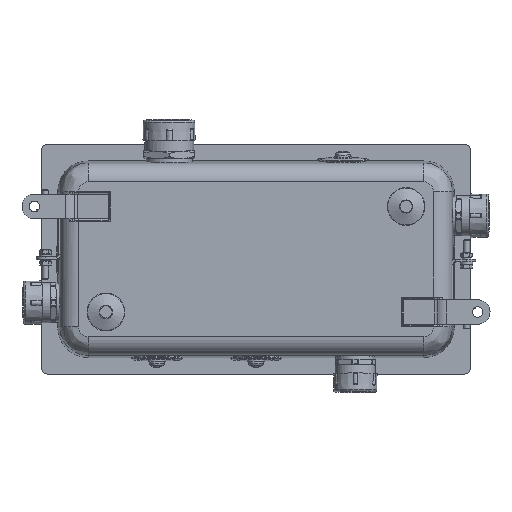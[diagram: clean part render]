
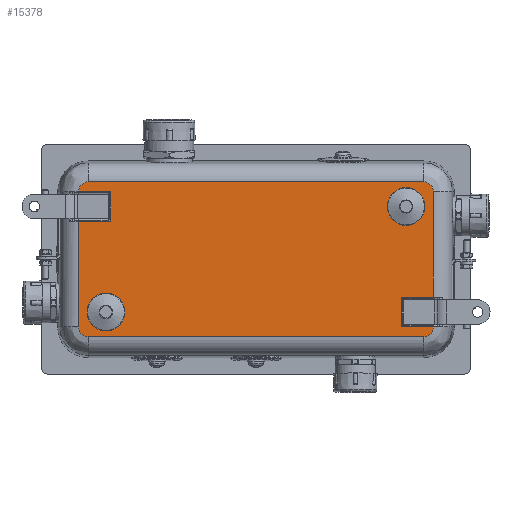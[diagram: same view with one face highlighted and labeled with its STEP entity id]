
A CAD part, front view. The second image highlights one B-rep face of the part: STEP entity #15378.
In plain terms, the highlighted planar face has unit normal (0, -1, 0).
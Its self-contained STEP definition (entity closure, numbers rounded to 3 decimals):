
#1123=LINE('',#22166,#1909);
#1124=LINE('',#22196,#1910);
#1129=LINE('',#22222,#1915);
#1133=LINE('',#22248,#1919);
#1138=LINE('',#22343,#1924);
#1142=LINE('',#22369,#1928);
#1144=LINE('',#22444,#1930);
#1146=LINE('',#22485,#1932);
#1151=LINE('',#22564,#1937);
#1152=LINE('',#22568,#1938);
#1909=VECTOR('',#18066,10.);
#1910=VECTOR('',#18081,10.);
#1915=VECTOR('',#18092,10.);
#1919=VECTOR('',#18108,10.);
#1924=VECTOR('',#18133,10.);
#1928=VECTOR('',#18149,10.);
#1930=VECTOR('',#18169,10.);
#1932=VECTOR('',#18189,10.);
#1937=VECTOR('',#18226,10.);
#1938=VECTOR('',#18231,10.);
#2895=FACE_BOUND('',#4884,.T.);
#2896=FACE_BOUND('',#4885,.T.);
#3965=FACE_OUTER_BOUND('',#4883,.T.);
#4883=EDGE_LOOP('',(#10671,#10672,#10673,#10674,#10675,#10676,#10677,#10678,
#10679,#10680,#10681,#10682,#10683,#10684));
#4884=EDGE_LOOP('',(#10685));
#4885=EDGE_LOOP('',(#10686));
#5859=CIRCLE('',#16334,7.896);
#5863=CIRCLE('',#16338,7.896);
#5867=CIRCLE('',#16343,7.896);
#5870=CIRCLE('',#16346,7.896);
#5914=CIRCLE('',#16426,15.194);
#5918=CIRCLE('',#16433,15.194);
#6668=VERTEX_POINT('',#22136);
#6671=VERTEX_POINT('',#22142);
#6672=VERTEX_POINT('',#22154);
#6675=VERTEX_POINT('',#22159);
#6676=VERTEX_POINT('',#22164);
#6678=VERTEX_POINT('',#22178);
#6679=VERTEX_POINT('',#22190);
#6680=VERTEX_POINT('',#22192);
#6686=VERTEX_POINT('',#22221);
#6692=VERTEX_POINT('',#22245);
#6702=VERTEX_POINT('',#22342);
#6708=VERTEX_POINT('',#22366);
#6713=VERTEX_POINT('',#22441);
#6727=VERTEX_POINT('',#22562);
#6737=VERTEX_POINT('',#22622);
#6740=VERTEX_POINT('',#22633);
#8174=EDGE_CURVE('',#6671,#6668,#5859,.T.);
#8178=EDGE_CURVE('',#6675,#6672,#5863,.T.);
#8181=EDGE_CURVE('',#6676,#6675,#1123,.T.);
#8184=EDGE_CURVE('',#6678,#6676,#5867,.T.);
#8187=EDGE_CURVE('',#6680,#6679,#5870,.T.);
#8188=EDGE_CURVE('',#6668,#6680,#1124,.T.);
#8196=EDGE_CURVE('',#6679,#6686,#1129,.T.);
#8206=EDGE_CURVE('',#6692,#6686,#1133,.T.);
#8221=EDGE_CURVE('',#6672,#6702,#1138,.T.);
#8231=EDGE_CURVE('',#6702,#6708,#1142,.T.);
#8241=EDGE_CURVE('',#6713,#6678,#1144,.T.);
#8250=EDGE_CURVE('',#6692,#6713,#1146,.T.);
#8266=EDGE_CURVE('',#6708,#6727,#1151,.T.);
#8268=EDGE_CURVE('',#6671,#6727,#1152,.T.);
#8284=EDGE_CURVE('',#6737,#6737,#5914,.T.);
#8288=EDGE_CURVE('',#6740,#6740,#5918,.T.);
#10671=ORIENTED_EDGE('',*,*,#8268,.T.);
#10672=ORIENTED_EDGE('',*,*,#8266,.F.);
#10673=ORIENTED_EDGE('',*,*,#8231,.F.);
#10674=ORIENTED_EDGE('',*,*,#8221,.F.);
#10675=ORIENTED_EDGE('',*,*,#8178,.F.);
#10676=ORIENTED_EDGE('',*,*,#8181,.F.);
#10677=ORIENTED_EDGE('',*,*,#8184,.F.);
#10678=ORIENTED_EDGE('',*,*,#8241,.F.);
#10679=ORIENTED_EDGE('',*,*,#8250,.F.);
#10680=ORIENTED_EDGE('',*,*,#8206,.T.);
#10681=ORIENTED_EDGE('',*,*,#8196,.F.);
#10682=ORIENTED_EDGE('',*,*,#8187,.F.);
#10683=ORIENTED_EDGE('',*,*,#8188,.F.);
#10684=ORIENTED_EDGE('',*,*,#8174,.F.);
#10685=ORIENTED_EDGE('',*,*,#8284,.F.);
#10686=ORIENTED_EDGE('',*,*,#8288,.F.);
#14999=PLANE('',#16432);
#15378=ADVANCED_FACE('',(#3965,#2895,#2896),#14999,.T.);
#16334=AXIS2_PLACEMENT_3D('',#22144,#18051,#18052);
#16338=AXIS2_PLACEMENT_3D('',#22161,#18059,#18060);
#16343=AXIS2_PLACEMENT_3D('',#22180,#18071,#18072);
#16346=AXIS2_PLACEMENT_3D('',#22194,#18077,#18078);
#16426=AXIS2_PLACEMENT_3D('',#22624,#18270,#18271);
#16432=AXIS2_PLACEMENT_3D('',#22632,#18282,#18283);
#16433=AXIS2_PLACEMENT_3D('',#22634,#18284,#18285);
#18051=DIRECTION('center_axis',(0.,1.,0.));
#18052=DIRECTION('ref_axis',(0.707,0.,-0.707));
#18059=DIRECTION('center_axis',(0.,1.,0.));
#18060=DIRECTION('ref_axis',(0.707,0.,0.707));
#18066=DIRECTION('',(1.,0.,0.));
#18071=DIRECTION('center_axis',(0.,1.,0.));
#18072=DIRECTION('ref_axis',(-0.707,0.,0.707));
#18077=DIRECTION('center_axis',(0.,1.,0.));
#18078=DIRECTION('ref_axis',(-0.707,0.,-0.707));
#18081=DIRECTION('',(-1.,0.,0.));
#18092=DIRECTION('',(0.,0.,1.));
#18108=DIRECTION('',(-1.,0.,0.));
#18133=DIRECTION('',(0.,0.,-1.));
#18149=DIRECTION('',(-1.,0.,0.));
#18169=DIRECTION('',(-1.,0.,0.));
#18189=DIRECTION('',(0.,0.,1.));
#18226=DIRECTION('',(0.,0.,-1.));
#18231=DIRECTION('',(-1.,0.,0.));
#18270=DIRECTION('center_axis',(0.,-1.,0.));
#18271=DIRECTION('ref_axis',(1.,0.,0.));
#18282=DIRECTION('center_axis',(0.,-1.,0.));
#18283=DIRECTION('ref_axis',(-1.,0.,0.));
#18284=DIRECTION('center_axis',(0.,-1.,0.));
#18285=DIRECTION('ref_axis',(1.,0.,0.));
#22136=CARTESIAN_POINT('',(135.,4.,-62.396));
#22142=CARTESIAN_POINT('',(142.896,4.,-54.5));
#22144=CARTESIAN_POINT('Origin',(135.,4.,-54.5));
#22154=CARTESIAN_POINT('',(142.896,4.,54.5));
#22159=CARTESIAN_POINT('',(135.,4.,62.396));
#22161=CARTESIAN_POINT('Origin',(135.,4.,54.5));
#22164=CARTESIAN_POINT('',(-135.,4.,62.396));
#22166=CARTESIAN_POINT('',(-67.5,4.,62.396));
#22178=CARTESIAN_POINT('',(-142.896,4.,54.5));
#22180=CARTESIAN_POINT('Origin',(-135.,4.,54.5));
#22190=CARTESIAN_POINT('',(-142.896,4.,-54.5));
#22192=CARTESIAN_POINT('',(-135.,4.,-62.396));
#22194=CARTESIAN_POINT('Origin',(-135.,4.,-54.5));
#22196=CARTESIAN_POINT('',(67.5,4.,-62.396));
#22221=CARTESIAN_POINT('',(-142.896,4.,30.5));
#22222=CARTESIAN_POINT('',(-142.896,4.,-27.25));
#22245=CARTESIAN_POINT('',(-116.896,4.,30.5));
#22248=CARTESIAN_POINT('',(-83.948,4.,30.5));
#22342=CARTESIAN_POINT('',(142.896,4.,-30.5));
#22343=CARTESIAN_POINT('',(142.896,4.,27.25));
#22366=CARTESIAN_POINT('',(116.896,4.,-30.5));
#22369=CARTESIAN_POINT('',(83.948,4.,-30.5));
#22441=CARTESIAN_POINT('',(-116.896,4.,54.5));
#22444=CARTESIAN_POINT('',(-58.948,4.,54.5));
#22485=CARTESIAN_POINT('',(-116.896,4.,15.75));
#22562=CARTESIAN_POINT('',(116.896,4.,-54.5));
#22564=CARTESIAN_POINT('',(116.896,4.,-15.75));
#22568=CARTESIAN_POINT('',(58.948,4.,-54.5));
#22622=CARTESIAN_POINT('',(105.701,4.,42.5));
#22624=CARTESIAN_POINT('Origin',(120.896,4.,42.5));
#22632=CARTESIAN_POINT('Origin',(0.,4.,
0.));
#22633=CARTESIAN_POINT('',(-136.09,4.,-42.5));
#22634=CARTESIAN_POINT('Origin',(-120.896,4.,-42.5));
